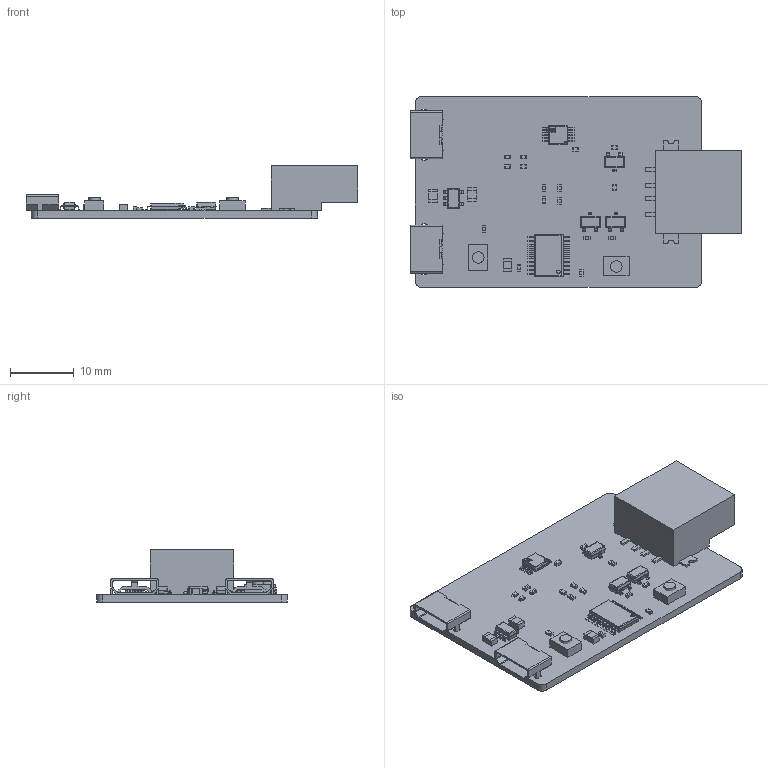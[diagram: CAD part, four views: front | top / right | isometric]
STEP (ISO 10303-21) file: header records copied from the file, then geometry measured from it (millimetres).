
FILE_DESCRIPTION(('Open CASCADE Model'),'2;1');
FILE_NAME('Open CASCADE Shape Model','2023-10-31T12:47:21',('Author'),( 'Open CASCADE'),'Open CASCADE STEP processor 7.5','Open CASCADE 7.5' ,'Unknown');
FILE_SCHEMA(('AUTOMOTIVE_DESIGN { 1 0 10303 214 1 1 1 1 }'));
Length unit declared in the file: millimetre
Products named in the file (88): PCB; Board; Open CASCADE STEP translator 7.5 2.1.1; R16; 6439608768; Extruded; 6439608608; R15; D2; 6439609328; 6439609088; 6439608928; D1; C1; 6439606048; 6439603168; U3; 6326474672; Body; Open CASCADE STEP translator 6.8 1.1.1; Leader; U2; 6326475712; Open CASCADE STEP translator 6.8 15.1; Open CASCADE STEP translator 6.8 15.2.1; SW2; 6439607008; 6439602448; Cylinder; R14; 6439606768; R9; R8; R7; R6; R5; R4; R3; Q3; 6326475472 ...
Assembly tree (164 placements, depth 5):
  PCB
    Board
      Open CASCADE STEP translator 7.5 2.1.1
    R16
      6439608768
        Extruded
      6439608608  x2
        Extruded
    R15
      6439608768
        Extruded
      6439608608  x2
        Extruded
    D2
      6439609328  x2
        Extruded
      6439609088
        Extruded
      6439608928
        Extruded
    D1
      6439609328  x2
        Extruded
      6439609088
        Extruded
      6439608928
        Extruded
    C1
      6439606048
        Extruded
      6439603168  x2
        Extruded
    U3
      6326474672
        Body
          Open CASCADE STEP translator 6.8 1.1.1
        Leader  x5
    U2
      6326475712
        Open CASCADE STEP translator 6.8 15.1
        Body
          Open CASCADE STEP translator 6.8 15.2.1
        Leader  x20
    SW2
      6439607008
        Extruded
      6439602448
        Cylinder
    R14
      6439608768
        Extruded
      6439606768  x2
        Extruded
    R9
      6439608768
        Extruded
      6439606768  x2
        Extruded
    R8
      6439608768
Bounding box: 52.08 x 30 x 8.23 mm (x, y, z)
Volume: 2615.9 mm3; surface area: 5114.4 mm2
Topology: 151 solids, 152 shells, 2217 faces, 4945 edges, 2989 vertices
Faces by surface type: plane 1534, cylinder 393, bspline 238, sphere 50, torus 2
Full cylindrical faces by diameter (mm): 0.194 x1, 0.562 x1, 0.7 x4, 1.2 x2, 1.3 x2, 1.8 x2
Entity records: 41516 total; most frequent: CARTESIAN_POINT 14508, ORIENTED_EDGE 5341, DIRECTION 4625, EDGE_CURVE 2671, LINE 1793, VECTOR 1793, VERTEX_POINT 1675, AXIS2_PLACEMENT_3D 1416
